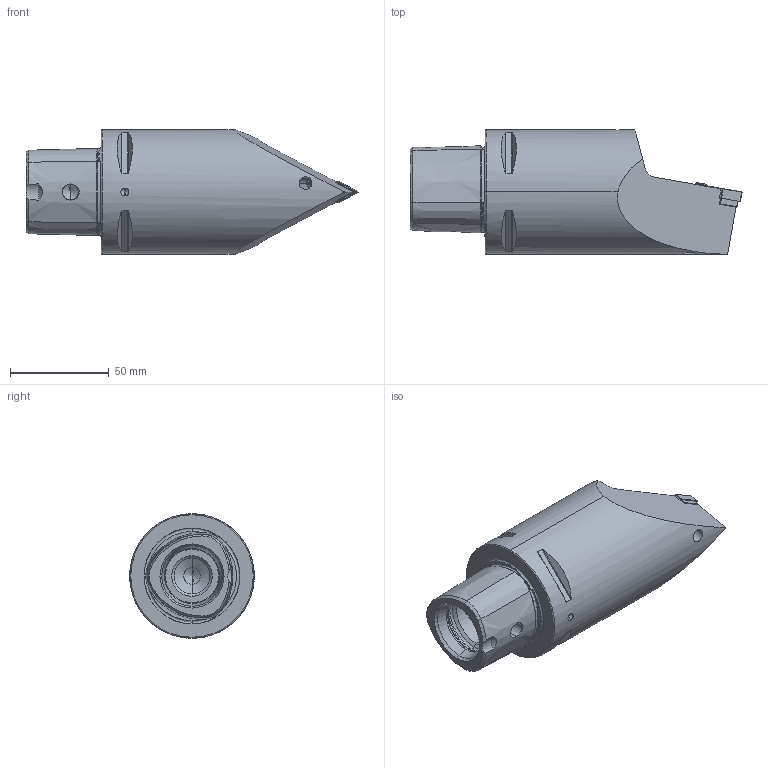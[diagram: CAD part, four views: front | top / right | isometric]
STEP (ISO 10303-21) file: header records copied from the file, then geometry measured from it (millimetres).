
FILE_DESCRIPTION (( 'STEP AP203' ), '1' );
FILE_NAME ('PS6-PDE.NNA.130.STEP', '2013-06-24T14:15:13', ( 'baer' ), ( 'Hewlett-Packard Company' ), 'SwSTEP 2.0', 'SolidWorks 2012', '' );
FILE_SCHEMA (( 'CONFIG_CONTROL_DESIGN' ));
Length unit declared in the file: millimetre
Products named in the file (8): PS6-PDE.NNA.130; WDE-ER2.101.003_A; WDE-ER1.101.000; WDE-ER4.101.017_A; WDE-ER3.101.000_A; DNMG110404; KVT_MB_600_060; PS6-PDE.NNA.130_A
Assembly tree (7 placements, depth 2):
  PS6-PDE.NNA.130
    PS6-PDE.NNA.130_A
    KVT_MB_600_060
    DNMG110404
    WDE-ER3.101.000_A
    WDE-ER4.101.017_A
    WDE-ER1.101.000
    WDE-ER2.101.003_A
Bounding box: 168 x 63 x 63 mm (x, y, z)
Volume: 306975 mm3; surface area: 39837.3 mm2
Topology: 8 solids, 8 shells, 341 faces, 828 edges, 496 vertices
Faces by surface type: cone 114, plane 106, cylinder 74, torus 31, bspline 14, sphere 2
Entity records: 11621 total; most frequent: CARTESIAN_POINT 3141, ORIENTED_EDGE 1618, DIRECTION 1580, EDGE_CURVE 809, AXIS2_PLACEMENT_3D 610, VERTEX_POINT 493, EDGE_LOOP 364, LINE 360
